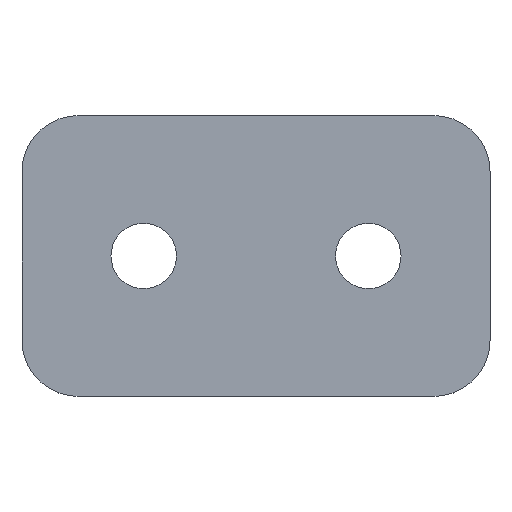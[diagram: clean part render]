
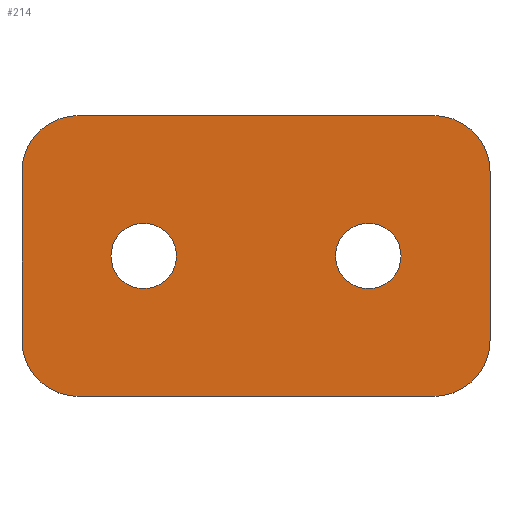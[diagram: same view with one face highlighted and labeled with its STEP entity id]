
A CAD part, top view. The second image highlights one B-rep face of the part: STEP entity #214.
In plain terms, the highlighted planar face has unit normal (0, 0, 1).
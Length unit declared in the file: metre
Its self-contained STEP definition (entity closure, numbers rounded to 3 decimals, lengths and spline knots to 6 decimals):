
#12=CIRCLE('',#237,0.00175);
#14=CIRCLE('',#240,0.00175);
#16=CIRCLE('',#244,0.003);
#17=CIRCLE('',#245,0.003);
#18=CIRCLE('',#246,0.003);
#19=CIRCLE('',#247,0.003);
#50=ORIENTED_EDGE('',*,*,#100,.T.);
#51=ORIENTED_EDGE('',*,*,#98,.F.);
#52=ORIENTED_EDGE('',*,*,#88,.F.);
#53=ORIENTED_EDGE('',*,*,#106,.T.);
#54=ORIENTED_EDGE('',*,*,#90,.T.);
#55=ORIENTED_EDGE('',*,*,#107,.T.);
#56=ORIENTED_EDGE('',*,*,#96,.T.);
#57=ORIENTED_EDGE('',*,*,#108,.T.);
#58=ORIENTED_EDGE('',*,*,#102,.F.);
#59=ORIENTED_EDGE('',*,*,#109,.T.);
#88=EDGE_CURVE('',#116,#117,#136,.T.);
#90=EDGE_CURVE('',#118,#119,#138,.T.);
#96=EDGE_CURVE('',#125,#124,#144,.T.);
#98=EDGE_CURVE('',#126,#126,#12,.T.);
#100=EDGE_CURVE('',#128,#128,#14,.T.);
#102=EDGE_CURVE('',#130,#131,#146,.T.);
#106=EDGE_CURVE('',#116,#118,#16,.T.);
#107=EDGE_CURVE('',#119,#125,#17,.T.);
#108=EDGE_CURVE('',#124,#131,#18,.T.);
#109=EDGE_CURVE('',#130,#117,#19,.T.);
#116=VERTEX_POINT('',#329);
#117=VERTEX_POINT('',#331);
#118=VERTEX_POINT('',#335);
#119=VERTEX_POINT('',#336);
#124=VERTEX_POINT('',#347);
#125=VERTEX_POINT('',#349);
#126=VERTEX_POINT('',#353);
#128=VERTEX_POINT('',#358);
#130=VERTEX_POINT('',#363);
#131=VERTEX_POINT('',#364);
#136=LINE('',#330,#152);
#138=LINE('',#334,#154);
#144=LINE('',#348,#160);
#146=LINE('',#362,#162);
#152=VECTOR('',#263,1.);
#154=VECTOR('',#267,1.);
#160=VECTOR('',#275,1.);
#162=VECTOR('',#291,1.);
#174=EDGE_LOOP('',(#50));
#175=EDGE_LOOP('',(#51));
#176=EDGE_LOOP('',(#52,#53,#54,#55,#56,#57,#58,#59));
#192=FACE_BOUND('',#174,.T.);
#193=FACE_BOUND('',#175,.T.);
#194=FACE_BOUND('',#176,.T.);
#206=PLANE('',#243);
#214=ADVANCED_FACE('',(#192,#193,#194),#206,.T.);
#237=AXIS2_PLACEMENT_3D('',#352,#279,#280);
#240=AXIS2_PLACEMENT_3D('',#357,#285,#286);
#243=AXIS2_PLACEMENT_3D('',#370,#295,#296);
#244=AXIS2_PLACEMENT_3D('',#371,#297,#298);
#245=AXIS2_PLACEMENT_3D('',#372,#299,#300);
#246=AXIS2_PLACEMENT_3D('',#373,#301,#302);
#247=AXIS2_PLACEMENT_3D('',#374,#303,#304);
#263=DIRECTION('',(-1.,0.,0.));
#267=DIRECTION('',(0.,1.,0.));
#275=DIRECTION('',(-1.,0.,0.));
#279=DIRECTION('',(0.,0.,1.));
#280=DIRECTION('',(1.,0.,0.));
#285=DIRECTION('',(0.,0.,-1.));
#286=DIRECTION('',(1.,0.,0.));
#291=DIRECTION('',(0.,1.,0.));
#295=DIRECTION('',(0.,0.,1.));
#296=DIRECTION('',(1.,0.,0.));
#297=DIRECTION('',(0.,0.,1.));
#298=DIRECTION('',(1.,0.,0.));
#299=DIRECTION('',(0.,0.,1.));
#300=DIRECTION('',(1.,0.,0.));
#301=DIRECTION('',(0.,0.,1.));
#302=DIRECTION('',(1.,0.,0.));
#303=DIRECTION('',(0.,0.,1.));
#304=DIRECTION('',(1.,0.,0.));
#329=CARTESIAN_POINT('',(0.0155,-0.0075,0.001));
#330=CARTESIAN_POINT('',(0.006,-0.0075,0.001));
#331=CARTESIAN_POINT('',(-0.0035,-0.0075,0.001));
#334=CARTESIAN_POINT('',(0.0185,0.,0.001));
#335=CARTESIAN_POINT('',(0.0185,-0.0045,0.001));
#336=CARTESIAN_POINT('',(0.0185,0.0045,0.001));
#347=CARTESIAN_POINT('',(-0.0035,0.0075,0.001));
#348=CARTESIAN_POINT('',(0.006,0.0075,0.001));
#349=CARTESIAN_POINT('',(0.0155,0.0075,0.001));
#352=CARTESIAN_POINT('',(0.,0.,0.001));
#353=CARTESIAN_POINT('',(0.00175,0.,0.001));
#357=CARTESIAN_POINT('',(0.012,0.,0.001));
#358=CARTESIAN_POINT('',(0.01375,0.,0.001));
#362=CARTESIAN_POINT('',(-0.0065,0.,0.001));
#363=CARTESIAN_POINT('',(-0.0065,-0.0045,0.001));
#364=CARTESIAN_POINT('',(-0.0065,0.0045,0.001));
#370=CARTESIAN_POINT('',(0.006,0.00071,0.001));
#371=CARTESIAN_POINT('',(0.0155,-0.0045,0.001));
#372=CARTESIAN_POINT('',(0.0155,0.0045,0.001));
#373=CARTESIAN_POINT('',(-0.0035,0.0045,0.001));
#374=CARTESIAN_POINT('',(-0.0035,-0.0045,0.001));
